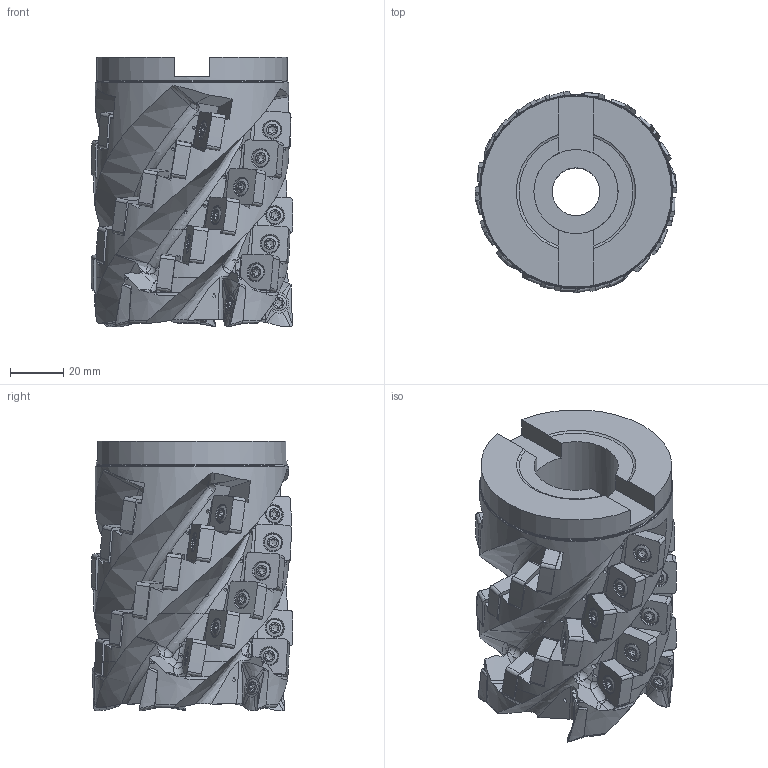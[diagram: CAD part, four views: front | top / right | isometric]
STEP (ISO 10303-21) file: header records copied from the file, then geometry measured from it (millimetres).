
FILE_DESCRIPTION(/* description */ (''),/* implementation_level */ '2;1');
FILE_NAME(/* name */ 'R220.82-03.00-3.11-SNXO16.5SA_Detailed.stp',/* time_stamp */ '2024-07-15T15:04:32+06:00',/* author */ (''),/* organization */ (''),/* preprocessor_version */ 'ST-DEVELOPER v18.102',/* originating_system */ 'SIEMENS PLM Software NX2206.8101',/* authorisation */ '');
FILE_SCHEMA (('AUTOMOTIVE_DESIGN { 1 0 10303 214 3 1 1 1 }'));
Products named in the file (5): CUT1; CUT2; NOCUT; ASSEMBLY_CONSTRUCTION; A2678134_stp
Assembly tree (37 placements, depth 2):
  A2678134_stp
    ASSEMBLY_CONSTRUCTION
    NOCUT
    CUT2  x5
    CUT1  x30
Bounding box: 75.96 x 75.86 x 101.6 mm (x, y, z)
Volume: 266763.1 mm3; surface area: 78134.5 mm2
Topology: 36 solids, 36 shells, 1799 faces, 5062 edges, 3485 vertices
Faces by surface type: cylinder 1041, plane 360, bspline 173, cone 154, torus 41, sphere 25, extrusion 4, revolution 1
Full cylindrical faces by diameter (mm): 1.2 x40, 4.5 x5, 5 x35, 5.75 x30, 6.4 x35, 7.3 x60, 18 x3, 23 x1, 24.986 x1, 25.006 x1, 26 x1, 31.758 x1, 50.45 x1, 72 x1, 72.9 x1
Entity records: 75980 total; most frequent: CARTESIAN_POINT 45964, ORIENTED_EDGE 6312, DIRECTION 5619, EDGE_CURVE 3156, AXIS2_PLACEMENT_3D 2413, VERTEX_POINT 2241, EDGE_LOOP 1582, ADVANCED_FACE 1266
